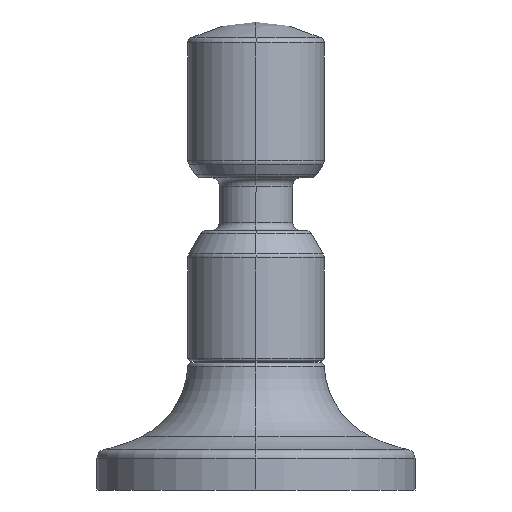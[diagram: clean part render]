
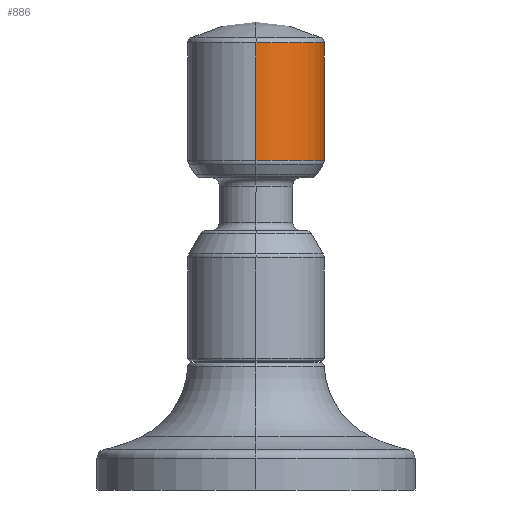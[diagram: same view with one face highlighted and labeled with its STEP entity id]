
A CAD part, left-side view. The second image highlights one B-rep face of the part: STEP entity #886.
In plain terms, the highlighted cylindrical face has radius 12.255 mm (diameter 24.511 mm), a partial arc.
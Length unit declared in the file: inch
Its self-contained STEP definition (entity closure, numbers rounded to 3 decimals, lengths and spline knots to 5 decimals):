
#7=CARTESIAN_POINT('',(-11.5175,0.,3.08));
#8=CARTESIAN_POINT('',(-11.5175,-0.0162,3.08));
#9=CARTESIAN_POINT('',(-11.51914,-0.04874,3.07762));
#10=CARTESIAN_POINT('',(-11.52657,-0.09737,3.06666));
#11=CARTESIAN_POINT('',(-11.53907,-0.14556,3.04774));
#12=CARTESIAN_POINT('',(-11.55659,-0.1924,3.02004));
#13=CARTESIAN_POINT('',(-11.5783,-0.23604,2.98306));
#14=CARTESIAN_POINT('',(-11.60172,-0.27333,2.93791));
#15=CARTESIAN_POINT('',(-11.62252,-0.30097,2.88888));
#16=CARTESIAN_POINT('',(-11.63748,-0.31856,2.84063));
#17=CARTESIAN_POINT('',(-11.64613,-0.32802,2.7946));
#18=CARTESIAN_POINT('',(-11.64893,-0.33099,2.75001));
#19=CARTESIAN_POINT('',(-11.64613,-0.32802,2.70541));
#20=CARTESIAN_POINT('',(-11.63748,-0.31856,2.65938));
#21=CARTESIAN_POINT('',(-11.62252,-0.30097,2.61113));
#22=CARTESIAN_POINT('',(-11.60173,-0.27333,2.5621));
#23=CARTESIAN_POINT('',(-11.5783,-0.23604,2.51694));
#24=CARTESIAN_POINT('',(-11.55659,-0.1924,2.47996));
#25=CARTESIAN_POINT('',(-11.53907,-0.14556,2.45226));
#26=CARTESIAN_POINT('',(-11.52657,-0.09737,2.43334));
#27=CARTESIAN_POINT('',(-11.51914,-0.04874,2.42238));
#28=CARTESIAN_POINT('',(-11.5175,-0.0162,2.42));
#29=CARTESIAN_POINT('',(-11.5175,0.,2.42));
#31=CARTESIAN_POINT('',(-12.,0.,2.33054));
#32=DIRECTION('',(0.,0.,1.));
#33=DIRECTION('',(-1.,0.,0.));
#34=AXIS2_PLACEMENT_3D('',#31,#32,#33);
#36=DIRECTION('',(0.,0.,1.));
#37=VECTOR('',#36,0.83139);
#38=CARTESIAN_POINT('',(-12.4825,0.,2.33054));
#39=LINE('',#38,#37);
#40=CARTESIAN_POINT('',(-12.,0.,3.16194));
#41=DIRECTION('',(0.,0.,-1.));
#42=DIRECTION('',(1.,0.,0.));
#43=AXIS2_PLACEMENT_3D('',#40,#41,#42);
#263=CARTESIAN_POINT('',(-11.5175,0.,3.08));
#285=CARTESIAN_POINT('',(-11.5175,0.,2.42));
#287=DIRECTION('',(0.,0.,1.));
#288=VECTOR('',#287,0.08194);
#289=CARTESIAN_POINT('',(-11.5175,0.,3.08));
#290=LINE('',#289,#288);
#301=DIRECTION('',(0.,0.,1.));
#302=VECTOR('',#301,0.08946);
#303=CARTESIAN_POINT('',(-11.5175,0.,2.33054));
#304=LINE('',#303,#302);
#764=VERTEX_POINT('',#263);
#765=VERTEX_POINT('',#285);
#782=CARTESIAN_POINT('',(-12.4825,0.,3.16194));
#783=CARTESIAN_POINT('',(-11.5175,0.,3.16194));
#784=VERTEX_POINT('',#782);
#785=VERTEX_POINT('',#783);
#800=CARTESIAN_POINT('',(-11.5175,0.,2.33054));
#801=CARTESIAN_POINT('',(-12.4825,0.,2.33054));
#802=VERTEX_POINT('',#800);
#803=VERTEX_POINT('',#801);
#868=CARTESIAN_POINT('',(-12.,0.,0.91));
#869=DIRECTION('',(0.,0.,1.));
#870=DIRECTION('',(1.,0.,0.));
#871=AXIS2_PLACEMENT_3D('',#868,#869,#870);
#872=CYLINDRICAL_SURFACE('',#871,0.4825);
#874=ORIENTED_EDGE('',*,*,#873,.T.);
#876=ORIENTED_EDGE('',*,*,#875,.F.);
#877=ORIENTED_EDGE('',*,*,#857,.F.);
#879=ORIENTED_EDGE('',*,*,#878,.T.);
#881=ORIENTED_EDGE('',*,*,#880,.F.);
#883=ORIENTED_EDGE('',*,*,#882,.F.);
#884=EDGE_LOOP('',(#874,#876,#877,#879,#881,#883));
#885=FACE_OUTER_BOUND('',#884,.F.);
#886=ADVANCED_FACE('',(#885),#872,.T.);
#30=B_SPLINE_CURVE_WITH_KNOTS('',3,(#7,#8,#9,#10,#11,#12,#13,#14,#15,#16,#17,
#18,#19,#20,#21,#22,#23,#24,#25,#26,#27,#28,#29),.UNSPECIFIED.,.F.,.F.,(4,1,1,1,
1,1,1,1,1,1,1,1,1,1,1,1,1,1,1,1,4),(0.,0.05,0.1,0.15,0.2,0.25,0.3,
0.35,0.4,0.45,0.5,0.55,0.6,0.65,0.7,0.75,0.8,0.85,0.9,
0.95,1.),.UNSPECIFIED.);
#35=CIRCLE('',#34,0.4825);
#44=CIRCLE('',#43,0.4825);
#857=EDGE_CURVE('',#803,#802,#35,.T.);
#873=EDGE_CURVE('',#764,#765,#30,.T.);
#875=EDGE_CURVE('',#802,#765,#304,.T.);
#878=EDGE_CURVE('',#803,#784,#39,.T.);
#880=EDGE_CURVE('',#785,#784,#44,.T.);
#882=EDGE_CURVE('',#764,#785,#290,.T.);
